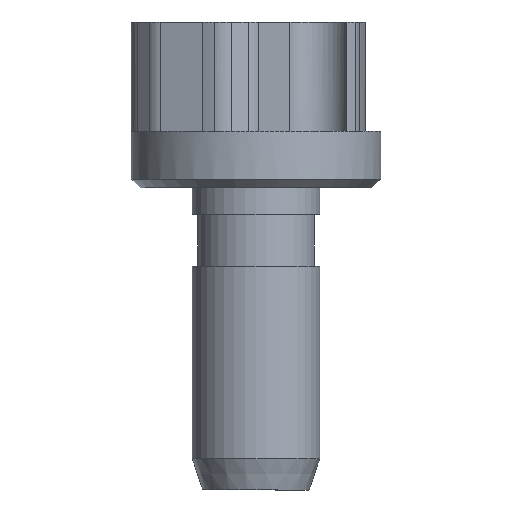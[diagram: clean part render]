
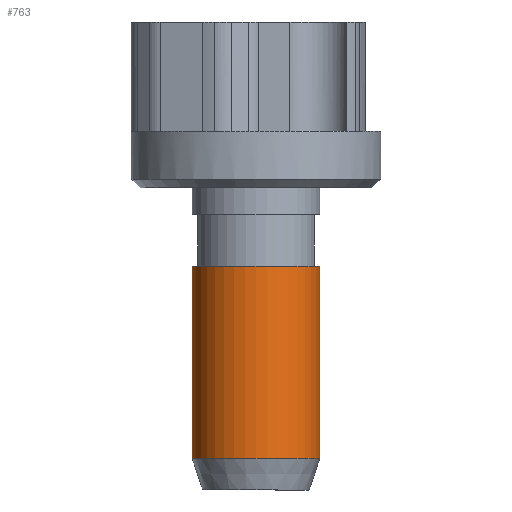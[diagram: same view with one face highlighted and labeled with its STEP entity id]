
A CAD part, front view. The second image highlights one B-rep face of the part: STEP entity #763.
In plain terms, the highlighted cylindrical face has radius 0.613 mm (diameter 1.225 mm), a full revolution.
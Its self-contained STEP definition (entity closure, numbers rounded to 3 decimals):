
#69=CIRCLE('',#868,0.612);
#70=CIRCLE('',#870,0.612);
#97=CYLINDRICAL_SURFACE('',#869,0.612);
#137=FACE_OUTER_BOUND('',#183,.T.);
#183=EDGE_LOOP('',(#663,#664,#665,#666));
#246=LINE('',#1344,#304);
#304=VECTOR('',#1112,0.612);
#374=VERTEX_POINT('',#1339);
#375=VERTEX_POINT('',#1342);
#481=EDGE_CURVE('',#374,#374,#69,.T.);
#482=EDGE_CURVE('',#375,#375,#70,.T.);
#483=EDGE_CURVE('',#375,#374,#246,.T.);
#663=ORIENTED_EDGE('',*,*,#482,.F.);
#664=ORIENTED_EDGE('',*,*,#483,.T.);
#665=ORIENTED_EDGE('',*,*,#481,.T.);
#666=ORIENTED_EDGE('',*,*,#483,.F.);
#763=ADVANCED_FACE('',(#137),#97,.T.);
#868=AXIS2_PLACEMENT_3D('',#1340,#1106,#1107);
#869=AXIS2_PLACEMENT_3D('',#1341,#1108,#1109);
#870=AXIS2_PLACEMENT_3D('',#1343,#1110,#1111);
#1106=DIRECTION('center_axis',(0.,0.,-1.));
#1107=DIRECTION('ref_axis',(-1.,0.,0.));
#1108=DIRECTION('center_axis',(0.,0.,-1.));
#1109=DIRECTION('ref_axis',(-1.,0.,0.));
#1110=DIRECTION('center_axis',(0.,0.,-1.));
#1111=DIRECTION('ref_axis',(-1.,0.,0.));
#1112=DIRECTION('',(0.,0.,1.));
#1339=CARTESIAN_POINT('',(0.612,0.,-0.75));
#1340=CARTESIAN_POINT('Origin',(0.,0.,-0.75));
#1341=CARTESIAN_POINT('Origin',(0.,0.,-1.675));
#1342=CARTESIAN_POINT('',(0.612,0.,-2.6));
#1343=CARTESIAN_POINT('Origin',(0.,0.,-2.6));
#1344=CARTESIAN_POINT('',(0.612,0.,-1.675));
